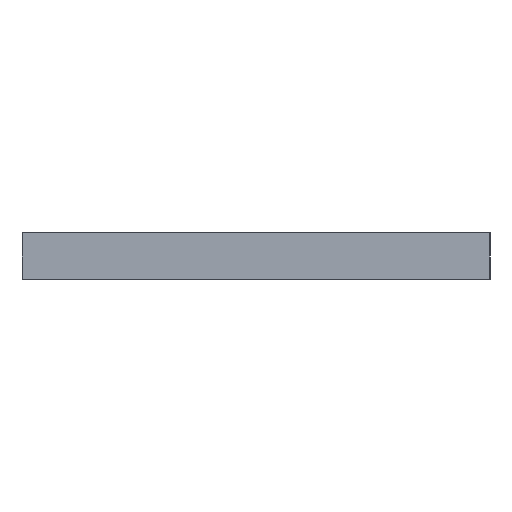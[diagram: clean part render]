
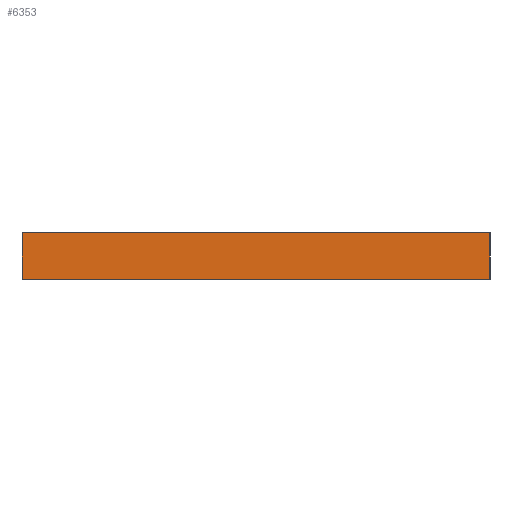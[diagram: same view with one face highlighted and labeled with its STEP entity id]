
A CAD part, left-side view. The second image highlights one B-rep face of the part: STEP entity #6353.
In plain terms, the highlighted planar face has unit normal (-1, 0, 0).
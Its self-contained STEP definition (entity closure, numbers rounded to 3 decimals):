
#3151=EDGE_CURVE('',#4005,#4111,#8507,.T.);
#3653=EDGE_CURVE('',#4977,#4111,#9073,.T.);
#3725=EDGE_CURVE('',#4005,#6795,#9158,.T.);
#4005=VERTEX_POINT('',#9466);
#4111=VERTEX_POINT('',#9582);
#4977=VERTEX_POINT('',#10545);
#6353=ADVANCED_FACE('',(#12189),#12190,.T.);
#6789=EDGE_CURVE('',#6795,#4977,#12686,.T.);
#6795=VERTEX_POINT('',#12692);
#8507=LINE('',#14792,#14793);
#9073=LINE('',#15522,#15523);
#9158=LINE('',#15634,#15635);
#9466=CARTESIAN_POINT('',(-300.0,-200.0,40.0));
#9582=CARTESIAN_POINT('',(-300.0,-200.0,0.0));
#10545=CARTESIAN_POINT('',(-300.0,200.0,0.0));
#12189=FACE_OUTER_BOUND('',#19502,.T.);
#12190=PLANE('',#19503);
#12686=LINE('',#20137,#20138);
#12692=CARTESIAN_POINT('',(-300.0,200.0,40.0));
#14792=CARTESIAN_POINT('',(-300.0,-200.0,40.0));
#14793=VECTOR('',#22556,1.0);
#15522=CARTESIAN_POINT('',(-300.0,-200.0,0.0));
#15523=VECTOR('',#23298,1.0);
#15634=CARTESIAN_POINT('',(-300.0,-200.0,40.0));
#15635=VECTOR('',#23438,1.0);
#19502=EDGE_LOOP('',(#27092,#27093,#27094,#27095));
#19503=AXIS2_PLACEMENT_3D('',#27096,#27097,#27098);
#20137=CARTESIAN_POINT('',(-300.0,200.0,40.0));
#20138=VECTOR('',#27752,1.0);
#22556=DIRECTION('',(0.0,0.0,-1.0));
#23298=DIRECTION('',(0.0,-1.0,0.0));
#23438=DIRECTION('',(0.0,1.0,0.0));
#27092=ORIENTED_EDGE('',*,*,#3653,.T.);
#27093=ORIENTED_EDGE('',*,*,#3151,.F.);
#27094=ORIENTED_EDGE('',*,*,#3725,.T.);
#27095=ORIENTED_EDGE('',*,*,#6789,.T.);
#27096=CARTESIAN_POINT('',(-300.0,200.0,40.0));
#27097=DIRECTION('',(-1.0,0.0,0.0));
#27098=DIRECTION('',(0.0,0.0,-1.0));
#27752=DIRECTION('',(0.0,0.0,-1.0));
